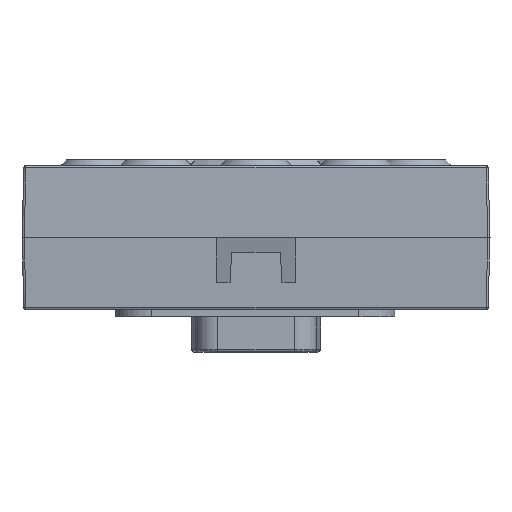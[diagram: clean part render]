
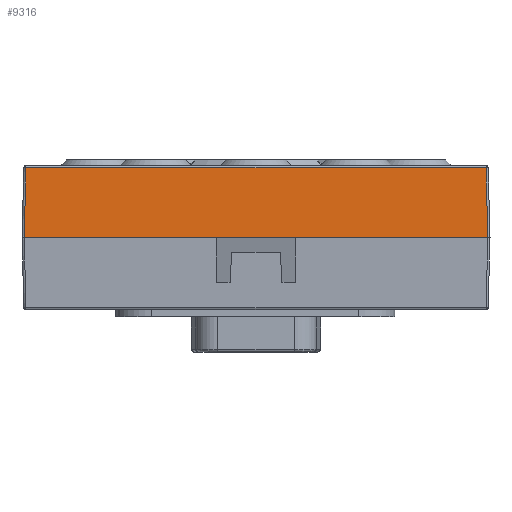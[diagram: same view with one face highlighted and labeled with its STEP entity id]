
A CAD part, front view. The second image highlights one B-rep face of the part: STEP entity #9316.
In plain terms, the highlighted planar face has unit normal (0, -1, 0.026).
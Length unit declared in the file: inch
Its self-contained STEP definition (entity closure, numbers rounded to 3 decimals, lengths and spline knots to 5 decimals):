
#983 = CARTESIAN_POINT ( 'NONE',  ( 1.26772, -2.22441, 0. ) ) ;
#1033 = CARTESIAN_POINT ( 'NONE',  ( -0.21654, -2.22441, 0. ) ) ;
#1354 = LINE ( 'NONE', #16265, #3604 ) ;
#1628 = DIRECTION ( 'NONE',  ( -0.026, -0.026, -0.999 ) ) ;
#2705 = CARTESIAN_POINT ( 'NONE',  ( -1.27953, -2.22441, 0. ) ) ;
#3604 = VECTOR ( 'NONE', #19309, 39.37008 ) ;
#3645 = VECTOR ( 'NONE', #10164, 39.37008 ) ;
#3863 = VERTEX_POINT ( 'NONE', #12045 ) ;
#4072 = CARTESIAN_POINT ( 'NONE',  ( -1.26772, -2.22441, 0. ) ) ;
#5121 = EDGE_CURVE ( 'NONE', #19426, #14322, #8324, .T. ) ;
#5166 = EDGE_CURVE ( 'NONE', #20074, #9400, #18489, .T. ) ;
#5241 = EDGE_LOOP ( 'NONE', ( #10556, #6199, #5858, #9286, #8406, #15712 ) ) ;
#5626 = LINE ( 'NONE', #8557, #9111 ) ;
#5858 = ORIENTED_EDGE ( 'NONE', *, *, #15467, .T. ) ;
#6199 = ORIENTED_EDGE ( 'NONE', *, *, #16882, .T. ) ;
#6400 = VECTOR ( 'NONE', #1628, 39.37008 ) ;
#7700 = LINE ( 'NONE', #15915, #15083 ) ;
#8315 = VERTEX_POINT ( 'NONE', #983 ) ;
#8324 = LINE ( 'NONE', #12991, #6400 ) ;
#8406 = ORIENTED_EDGE ( 'NONE', *, *, #9265, .F. ) ;
#8557 = CARTESIAN_POINT ( 'NONE',  ( 1.26772, -2.22441, 0. ) ) ;
#8748 = CARTESIAN_POINT ( 'NONE',  ( -1.27953, -2.22441, 0. ) ) ;
#9111 = VECTOR ( 'NONE', #15567, 39.37008 ) ;
#9265 = EDGE_CURVE ( 'NONE', #20074, #14322, #19012, .T. ) ;
#9286 = ORIENTED_EDGE ( 'NONE', *, *, #5121, .T. ) ;
#9316 = ADVANCED_FACE ( 'NONE', ( #9606 ), #17505, .T. ) ;
#9400 = VERTEX_POINT ( 'NONE', #10686 ) ;
#9606 = FACE_OUTER_BOUND ( 'NONE', #5241, .T. ) ;
#10164 = DIRECTION ( 'NONE',  ( 1., 0., 0. ) ) ;
#10556 = ORIENTED_EDGE ( 'NONE', *, *, #20231, .F. ) ;
#10686 = CARTESIAN_POINT ( 'NONE',  ( 0.21654, -2.22441, 0. ) ) ;
#12003 = CARTESIAN_POINT ( 'NONE',  ( -1.27953, -2.22441, 0. ) ) ;
#12045 = CARTESIAN_POINT ( 'NONE',  ( 1.25771, -2.2144, 0.3822 ) ) ;
#12635 = DIRECTION ( 'NONE',  ( 0., -0.026, -1. ) ) ;
#12991 = CARTESIAN_POINT ( 'NONE',  ( -1.25771, -2.2144, 0.3822 ) ) ;
#13458 = VECTOR ( 'NONE', #14039, 39.37008 ) ;
#14039 = DIRECTION ( 'NONE',  ( -1., 0., 0. ) ) ;
#14322 = VERTEX_POINT ( 'NONE', #4072 ) ;
#15083 = VECTOR ( 'NONE', #17544, 39.37008 ) ;
#15173 = AXIS2_PLACEMENT_3D ( 'NONE', #2705, #20856, #12635 ) ;
#15467 = EDGE_CURVE ( 'NONE', #3863, #19426, #1354, .T. ) ;
#15567 = DIRECTION ( 'NONE',  ( -0.026, 0.026, 0.999 ) ) ;
#15712 = ORIENTED_EDGE ( 'NONE', *, *, #5166, .T. ) ;
#15915 = CARTESIAN_POINT ( 'NONE',  ( -1.27953, -2.22441, 0. ) ) ;
#16265 = CARTESIAN_POINT ( 'NONE',  ( -1.27953, -2.2144, 0.3822 ) ) ;
#16882 = EDGE_CURVE ( 'NONE', #8315, #3863, #5626, .T. ) ;
#17505 = PLANE ( 'NONE',  #15173 ) ;
#17544 = DIRECTION ( 'NONE',  ( -1., 0., 0. ) ) ;
#18489 = LINE ( 'NONE', #12003, #3645 ) ;
#19012 = LINE ( 'NONE', #8748, #13458 ) ;
#19309 = DIRECTION ( 'NONE',  ( -1., 0., 0. ) ) ;
#19426 = VERTEX_POINT ( 'NONE', #20565 ) ;
#20074 = VERTEX_POINT ( 'NONE', #1033 ) ;
#20231 = EDGE_CURVE ( 'NONE', #8315, #9400, #7700, .T. ) ;
#20565 = CARTESIAN_POINT ( 'NONE',  ( -1.25771, -2.2144, 0.3822 ) ) ;
#20856 = DIRECTION ( 'NONE',  ( 0., -1., 0.026 ) ) ;
